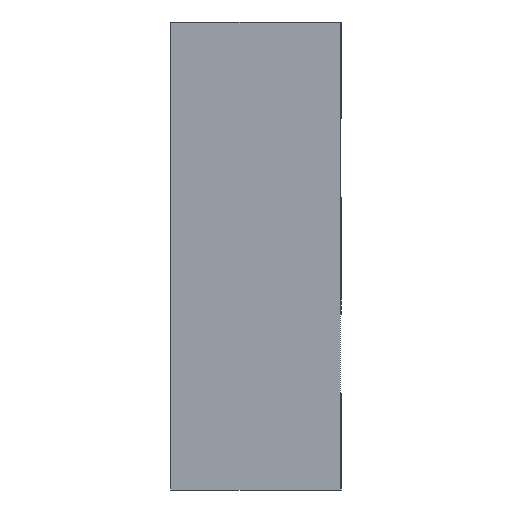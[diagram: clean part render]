
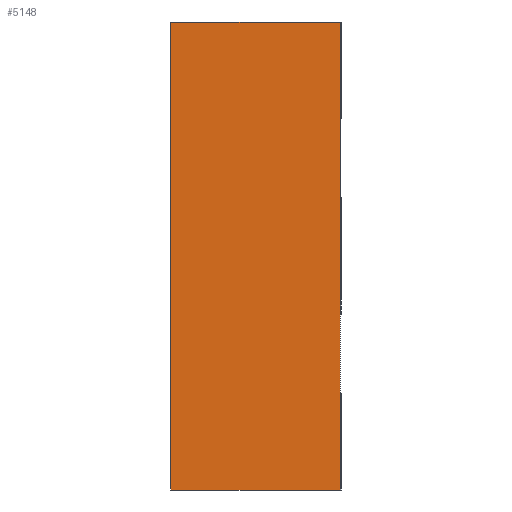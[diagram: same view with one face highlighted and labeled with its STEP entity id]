
A CAD part, left-side view. The second image highlights one B-rep face of the part: STEP entity #5148.
In plain terms, the highlighted planar face has unit normal (-1, 0, 0).
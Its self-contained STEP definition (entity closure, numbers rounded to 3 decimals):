
#60 = AXIS2_PLACEMENT_3D ( 'NONE', #5838, #11466, #3095 ) ;
#480 = ORIENTED_EDGE ( 'NONE', *, *, #6368, .T. ) ;
#618 = VERTEX_POINT ( 'NONE', #1808 ) ;
#675 = EDGE_CURVE ( 'NONE', #10955, #618, #11901, .T. ) ;
#694 = CARTESIAN_POINT ( 'NONE',  ( -1.05, 0.58, 0.8 ) ) ;
#962 = VERTEX_POINT ( 'NONE', #694 ) ;
#1808 = CARTESIAN_POINT ( 'NONE',  ( -1.05, 0., -0.8 ) ) ;
#1959 = CARTESIAN_POINT ( 'NONE',  ( -1.05, 0., -0.8 ) ) ;
#2507 = CARTESIAN_POINT ( 'NONE',  ( -1.05, 0., 0.8 ) ) ;
#2605 = DIRECTION ( 'NONE',  ( 0., -1., 0. ) ) ;
#3070 = DIRECTION ( 'NONE',  ( 0., 0., 1. ) ) ;
#3095 = DIRECTION ( 'NONE',  ( 0., 0., -1. ) ) ;
#3156 = FACE_OUTER_BOUND ( 'NONE', #6915, .T. ) ;
#3172 = VECTOR ( 'NONE', #3070, 1000. ) ;
#3198 = DIRECTION ( 'NONE',  ( 0., 0., 1. ) ) ;
#3484 = CARTESIAN_POINT ( 'NONE',  ( -1.05, 0.58, -0.8 ) ) ;
#3528 = CARTESIAN_POINT ( 'NONE',  ( -1.05, 0.58, -0.8 ) ) ;
#4182 = ORIENTED_EDGE ( 'NONE', *, *, #10318, .F. ) ;
#4917 = PLANE ( 'NONE',  #60 ) ;
#5114 = VECTOR ( 'NONE', #3198, 1000. ) ;
#5148 = ADVANCED_FACE ( 'NONE', ( #3156 ), #4917, .F. ) ;
#5359 = CARTESIAN_POINT ( 'NONE',  ( -1.05, 0.58, 0.8 ) ) ;
#5543 = VERTEX_POINT ( 'NONE', #2507 ) ;
#5687 = EDGE_CURVE ( 'NONE', #962, #5543, #8991, .T. ) ;
#5789 = ORIENTED_EDGE ( 'NONE', *, *, #675, .T. ) ;
#5838 = CARTESIAN_POINT ( 'NONE',  ( -1.05, 0.58, -0.8 ) ) ;
#6368 = EDGE_CURVE ( 'NONE', #618, #5543, #8585, .T. ) ;
#6762 = ORIENTED_EDGE ( 'NONE', *, *, #5687, .F. ) ;
#6915 = EDGE_LOOP ( 'NONE', ( #480, #6762, #4182, #5789 ) ) ;
#7855 = CARTESIAN_POINT ( 'NONE',  ( -1.05, 0.58, -0.8 ) ) ;
#8585 = LINE ( 'NONE', #1959, #3172 ) ;
#8897 = LINE ( 'NONE', #7855, #5114 ) ;
#8991 = LINE ( 'NONE', #5359, #11004 ) ;
#10024 = DIRECTION ( 'NONE',  ( 0., -1., 0. ) ) ;
#10318 = EDGE_CURVE ( 'NONE', #10955, #962, #8897, .T. ) ;
#10928 = VECTOR ( 'NONE', #2605, 1000. ) ;
#10955 = VERTEX_POINT ( 'NONE', #3484 ) ;
#11004 = VECTOR ( 'NONE', #10024, 1000. ) ;
#11466 = DIRECTION ( 'NONE',  ( 1., 0., 0. ) ) ;
#11901 = LINE ( 'NONE', #3528, #10928 ) ;
